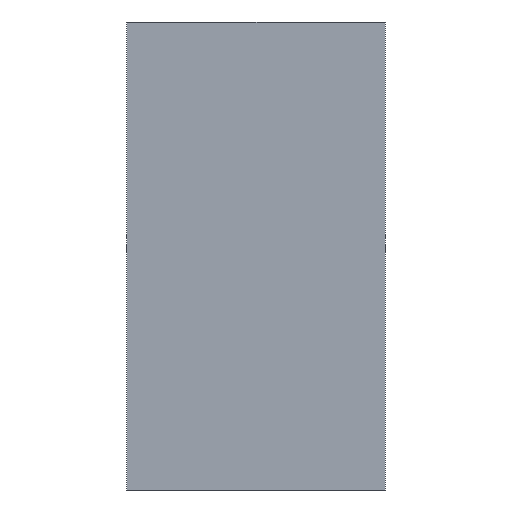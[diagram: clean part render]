
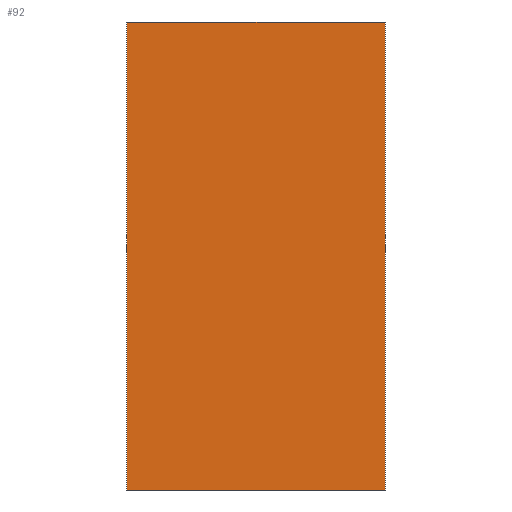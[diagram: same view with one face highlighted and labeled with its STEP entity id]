
A CAD part, left-side view. The second image highlights one B-rep face of the part: STEP entity #92.
In plain terms, the highlighted planar face has unit normal (-1, 0, 0).
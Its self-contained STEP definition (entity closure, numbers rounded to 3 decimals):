
#2 = EDGE_CURVE ( 'NONE', #42, #17, #202, .T. ) ;
#3 = CARTESIAN_POINT ( 'NONE',  ( -24.5, 0., 11.75 ) ) ;
#9 = EDGE_CURVE ( 'NONE', #23, #17, #41, .T. ) ;
#17 = VERTEX_POINT ( 'NONE', #191 ) ;
#23 = VERTEX_POINT ( 'NONE', #60 ) ;
#30 = DIRECTION ( 'NONE',  ( 0., 0., -1. ) ) ;
#32 = CARTESIAN_POINT ( 'NONE',  ( -24.5, 13., 11.75 ) ) ;
#41 = LINE ( 'NONE', #3, #151 ) ;
#42 = VERTEX_POINT ( 'NONE', #32 ) ;
#43 = FACE_OUTER_BOUND ( 'NONE', #121, .T. ) ;
#51 = DIRECTION ( 'NONE',  ( 0., 0., 1. ) ) ;
#52 = CARTESIAN_POINT ( 'NONE',  ( -24.5, 13., 11.75 ) ) ;
#56 = ORIENTED_EDGE ( 'NONE', *, *, #140, .T. ) ;
#60 = CARTESIAN_POINT ( 'NONE',  ( -24.5, 0., -11.75 ) ) ;
#71 = VECTOR ( 'NONE', #51, 1000. ) ;
#72 = AXIS2_PLACEMENT_3D ( 'NONE', #117, #166, #30 ) ;
#77 = VECTOR ( 'NONE', #195, 1000. ) ;
#89 = DIRECTION ( 'NONE',  ( 0., -1., 0. ) ) ;
#92 = ADVANCED_FACE ( 'NONE', ( #43 ), #152, .F. ) ;
#93 = VECTOR ( 'NONE', #89, 1000. ) ;
#102 = ORIENTED_EDGE ( 'NONE', *, *, #9, .T. ) ;
#110 = LINE ( 'NONE', #112, #77 ) ;
#112 = CARTESIAN_POINT ( 'NONE',  ( -24.5, 13., -11.75 ) ) ;
#117 = CARTESIAN_POINT ( 'NONE',  ( -24.5, 13., 11.75 ) ) ;
#121 = EDGE_LOOP ( 'NONE', ( #102, #167, #170, #56 ) ) ;
#128 = LINE ( 'NONE', #52, #71 ) ;
#140 = EDGE_CURVE ( 'NONE', #188, #23, #110, .T. ) ;
#151 = VECTOR ( 'NONE', #175, 1000. ) ;
#152 = PLANE ( 'NONE',  #72 ) ;
#162 = EDGE_CURVE ( 'NONE', #188, #42, #128, .T. ) ;
#166 = DIRECTION ( 'NONE',  ( 1., 0., 0. ) ) ;
#167 = ORIENTED_EDGE ( 'NONE', *, *, #2, .F. ) ;
#170 = ORIENTED_EDGE ( 'NONE', *, *, #162, .F. ) ;
#174 = CARTESIAN_POINT ( 'NONE',  ( -24.5, 13., 11.75 ) ) ;
#175 = DIRECTION ( 'NONE',  ( 0., 0., 1. ) ) ;
#180 = CARTESIAN_POINT ( 'NONE',  ( -24.5, 13., -11.75 ) ) ;
#188 = VERTEX_POINT ( 'NONE', #180 ) ;
#191 = CARTESIAN_POINT ( 'NONE',  ( -24.5, 0., 11.75 ) ) ;
#195 = DIRECTION ( 'NONE',  ( 0., -1., 0. ) ) ;
#202 = LINE ( 'NONE', #174, #93 ) ;
